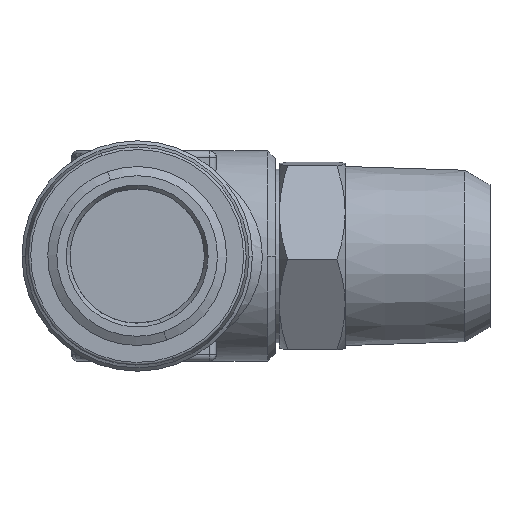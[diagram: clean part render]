
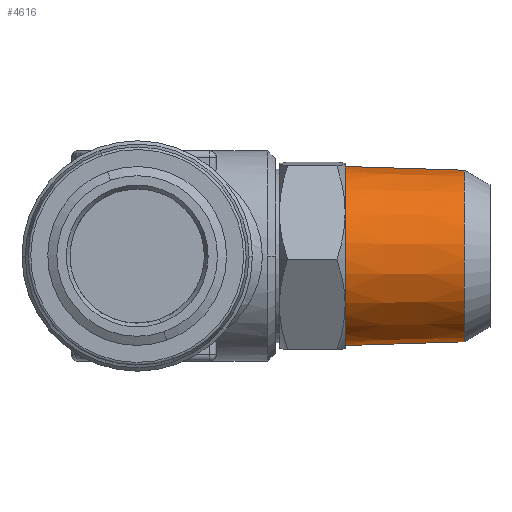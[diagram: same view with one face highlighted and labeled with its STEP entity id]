
A CAD part, left-side view. The second image highlights one B-rep face of the part: STEP entity #4616.
In plain terms, the highlighted conical face has half-angle 1.79 degrees and reference radius 6.52 mm.
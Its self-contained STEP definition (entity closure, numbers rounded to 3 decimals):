
#1062 = ORIENTED_EDGE ( 'NONE', *, *, #4929, .F. ) ;
#1063 = ORIENTED_EDGE ( 'NONE', *, *, #3221, .F. ) ;
#1064 = ORIENTED_EDGE ( 'NONE', *, *, #4934, .T. ) ;
#1065 = ORIENTED_EDGE ( 'NONE', *, *, #3220, .T. ) ;
#1133 = CARTESIAN_POINT ( 'NONE',  ( 0., 6.6, 0. ) ) ;
#1134 = DIRECTION ( 'NONE',  ( 0., -1., 0. ) ) ;
#1135 = DIRECTION ( 'NONE',  ( 0.033, 0., -0.999 ) ) ;
#1136 = CARTESIAN_POINT ( 'NONE',  ( 0., -2.46, 0. ) ) ;
#1137 = DIRECTION ( 'NONE',  ( 0., -1., 0. ) ) ;
#1138 = DIRECTION ( 'NONE',  ( 0.033, 0., -0.999 ) ) ;
#1289 = VERTEX_POINT ( 'NONE', #5231 ) ;
#1290 = VERTEX_POINT ( 'NONE', #5232 ) ;
#1291 = VERTEX_POINT ( 'NONE', #5233 ) ;
#1293 = VERTEX_POINT ( 'NONE', #5235 ) ;
#1884 = CIRCLE ( 'NONE', #3226, 6.803 ) ;
#1886 = CIRCLE ( 'NONE', #3227, 6.52 ) ;
#2535 = LINE ( 'NONE', #7184, #2538 ) ;
#2538 = VECTOR ( 'NONE', #7179, 1000. ) ;
#2541 = LINE ( 'NONE', #7196, #2545 ) ;
#2545 = VECTOR ( 'NONE', #7192, 1000. ) ;
#3220 = EDGE_CURVE ( 'NONE', #1293, #1289, #1884, .T. ) ;
#3221 = EDGE_CURVE ( 'NONE', #1291, #1290, #1886, .T. ) ;
#3226 = AXIS2_PLACEMENT_3D ( 'NONE', #1133, #1134, #1135 ) ;
#3227 = AXIS2_PLACEMENT_3D ( 'NONE', #1136, #1137, #1138 ) ;
#4616 = ADVANCED_FACE ( 'NONE', ( #7874 ), #7882, .T. ) ;
#4929 = EDGE_CURVE ( 'NONE', #1290, #1289, #2535, .T. ) ;
#4934 = EDGE_CURVE ( 'NONE', #1291, #1293, #2541, .T. ) ;
#5231 = CARTESIAN_POINT ( 'NONE',  ( 0.225, 6.6, -6.799 ) ) ;
#5232 = CARTESIAN_POINT ( 'NONE',  ( 0.216, -2.46, -6.516 ) ) ;
#5233 = CARTESIAN_POINT ( 'NONE',  ( -0.216, -2.46, 6.516 ) ) ;
#5235 = CARTESIAN_POINT ( 'NONE',  ( -0.225, 6.6, 6.799 ) ) ;
#5983 = DIRECTION ( 'NONE',  ( 0., 1., 0. ) ) ;
#5999 = CARTESIAN_POINT ( 'NONE',  ( 0., -2.46, 0. ) ) ;
#6007 = DIRECTION ( 'NONE',  ( -0.033, 0., 0.999 ) ) ;
#6386 = EDGE_LOOP ( 'NONE', ( #1062, #1063, #1064, #1065 ) ) ;
#6530 = AXIS2_PLACEMENT_3D ( 'NONE', #5999, #5983, #6007 ) ;
#7179 = DIRECTION ( 'NONE',  ( 0.001, 1., -0.031 ) ) ;
#7184 = CARTESIAN_POINT ( 'NONE',  ( 0.216, -2.46, -6.516 ) ) ;
#7192 = DIRECTION ( 'NONE',  ( -0.001, 1., 0.031 ) ) ;
#7196 = CARTESIAN_POINT ( 'NONE',  ( -0.216, -2.46, 6.516 ) ) ;
#7874 = FACE_OUTER_BOUND ( 'NONE', #6386, .T. ) ;
#7882 = CONICAL_SURFACE ( 'NONE', #6530, 6.52, 0.031 ) ;
